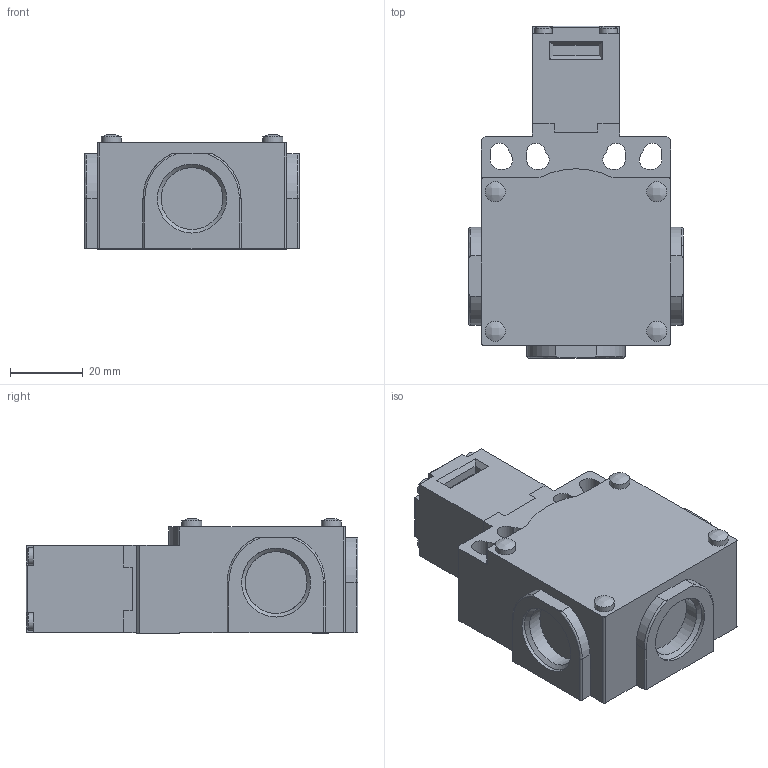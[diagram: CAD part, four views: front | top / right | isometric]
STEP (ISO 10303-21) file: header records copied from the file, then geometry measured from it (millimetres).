
FILE_DESCRIPTION (( 'STEP AP214' ), '1' );
FILE_NAME ('SDM2K10W02.STEP', '2023-05-09T18:52:24', ( '' ), ( '' ), 'SwSTEP 2.0', 'SolidWorks 2021', '' );
FILE_SCHEMA (( 'AUTOMOTIVE_DESIGN' ));
Length unit declared in the file: inch
Products named in the file (1): SDM2K10W02
Bounding box: 59 x 91.3 x 31.6 mm (x, y, z)
Volume: 99084.4 mm3; surface area: 21595.4 mm2
Topology: 2 solids, 2 shells, 181 faces, 482 edges, 317 vertices
Faces by surface type: plane 105, cylinder 59, bspline 14, cone 3
Full cylindrical faces by diameter (mm): 4.8 x4, 5.5 x4, 17 x3, 19 x3
Entity records: 8118 total; most frequent: CARTESIAN_POINT 1240, ORIENTED_EDGE 924, DIRECTION 904, EDGE_CURVE 462, LINE 332, VECTOR 332, VERTEX_POINT 314, AXIS2_PLACEMENT_3D 286
